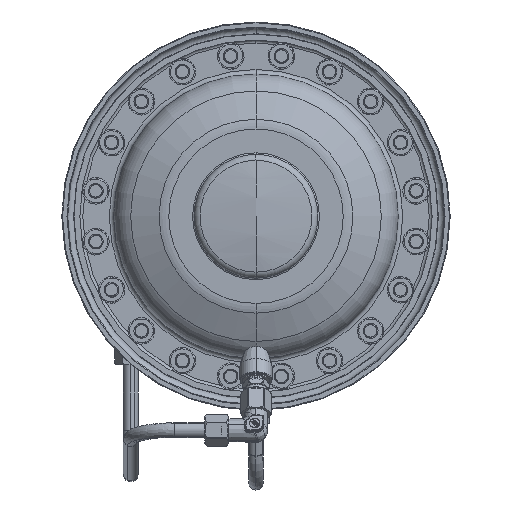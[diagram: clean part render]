
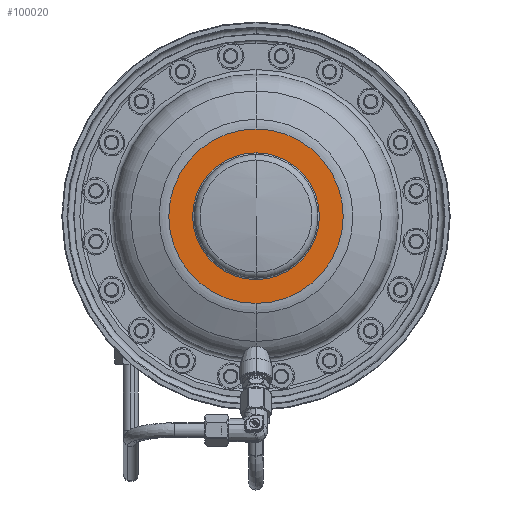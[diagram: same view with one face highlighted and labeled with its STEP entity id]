
A CAD part, front view. The second image highlights one B-rep face of the part: STEP entity #100020.
In plain terms, the highlighted planar face has unit normal (0, -1, 0).
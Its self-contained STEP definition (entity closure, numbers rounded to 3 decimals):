
#98298=CARTESIAN_POINT('',(0.,10.,0.));
#98299=DIRECTION('',(0.,-1.,0.));
#98300=DIRECTION('',(1.,0.,0.));
#98301=AXIS2_PLACEMENT_3D('',#98298,#98299,#98300);
#98303=CARTESIAN_POINT('',(0.,10.,0.));
#98304=DIRECTION('',(0.,-1.,0.));
#98305=DIRECTION('',(-1.,0.,0.));
#98306=AXIS2_PLACEMENT_3D('',#98303,#98304,#98305);
#98308=CARTESIAN_POINT('',(0.,10.,0.));
#98309=DIRECTION('',(0.,-1.,0.));
#98310=DIRECTION('',(1.,0.,0.));
#98311=AXIS2_PLACEMENT_3D('',#98308,#98309,#98310);
#98323=CARTESIAN_POINT('',(0.,10.,0.));
#98324=DIRECTION('',(0.,1.,0.));
#98325=DIRECTION('',(1.,0.,0.));
#98326=AXIS2_PLACEMENT_3D('',#98323,#98324,#98325);
#99625=CARTESIAN_POINT('',(59.161,10.,0.));
#99626=VERTEX_POINT('',#99625);
#99645=CARTESIAN_POINT('',(-59.161,10.,0.));
#99646=VERTEX_POINT('',#99645);
#99707=CARTESIAN_POINT('',(43.,10.,0.));
#99708=CARTESIAN_POINT('',(-43.,10.,0.));
#99709=VERTEX_POINT('',#99707);
#99710=VERTEX_POINT('',#99708);
#100004=CARTESIAN_POINT('',(0.,10.,0.));
#100005=DIRECTION('',(0.,-1.,0.));
#100006=DIRECTION('',(-1.,0.,0.));
#100007=AXIS2_PLACEMENT_3D('',#100004,#100005,#100006);
#100008=PLANE('',#100007);
#100010=ORIENTED_EDGE('',*,*,#100009,.F.);
#100012=ORIENTED_EDGE('',*,*,#100011,.T.);
#100013=EDGE_LOOP('',(#100010,#100012));
#100014=FACE_OUTER_BOUND('',#100013,.F.);
#100015=ORIENTED_EDGE('',*,*,#99994,.T.);
#100017=ORIENTED_EDGE('',*,*,#100016,.T.);
#100018=EDGE_LOOP('',(#100015,#100017));
#100019=FACE_BOUND('',#100018,.F.);
#98302=CIRCLE('',#98301,43.);
#98307=CIRCLE('',#98306,43.);
#98312=CIRCLE('',#98311,59.161);
#98327=CIRCLE('',#98326,59.161);
#99994=EDGE_CURVE('',#99709,#99710,#98302,.T.);
#100009=EDGE_CURVE('',#99626,#99646,#98312,.T.);
#100011=EDGE_CURVE('',#99626,#99646,#98327,.T.);
#100016=EDGE_CURVE('',#99710,#99709,#98307,.T.);
#100020=ADVANCED_FACE('',(#100014,#100019),#100008,.T.);
